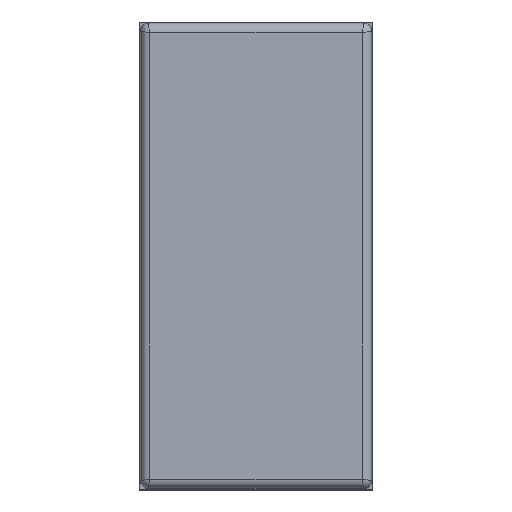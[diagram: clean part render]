
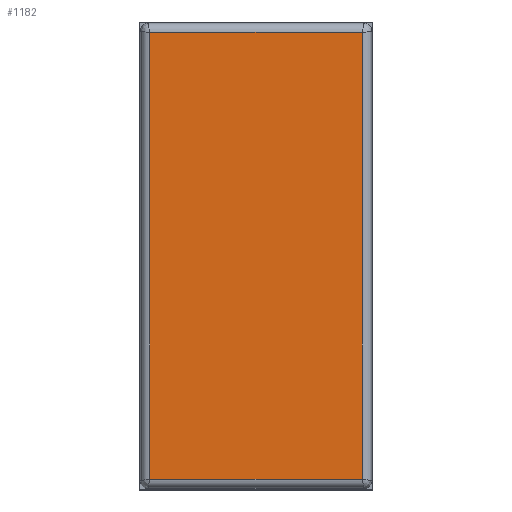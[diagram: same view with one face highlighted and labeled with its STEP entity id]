
A CAD part, top view. The second image highlights one B-rep face of the part: STEP entity #1182.
In plain terms, the highlighted planar face has unit normal (0, 0, 1).
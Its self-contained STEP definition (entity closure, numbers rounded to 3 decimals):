
#722 = VERTEX_POINT('',#723);
#723 = CARTESIAN_POINT('',(-3.93,1.43,10.2));
#822 = VERTEX_POINT('',#823);
#823 = CARTESIAN_POINT('',(-3.93,-47.07,10.2));
#835 = EDGE_CURVE('',#822,#722,#836,.T.);
#836 = LINE('',#837,#838);
#837 = CARTESIAN_POINT('',(-3.93,-47.27,10.2));
#838 = VECTOR('',#839,1.);
#839 = DIRECTION('',(0.,1.,0.));
#939 = VERTEX_POINT('',#940);
#940 = CARTESIAN_POINT('',(19.17,-47.07,10.2));
#949 = EDGE_CURVE('',#939,#822,#950,.T.);
#950 = LINE('',#951,#952);
#951 = CARTESIAN_POINT('',(19.37,-47.07,10.2));
#952 = VECTOR('',#953,1.);
#953 = DIRECTION('',(-1.,0.,0.));
#1053 = VERTEX_POINT('',#1054);
#1054 = CARTESIAN_POINT('',(19.17,1.43,10.2));
#1066 = EDGE_CURVE('',#1053,#939,#1067,.T.);
#1067 = LINE('',#1068,#1069);
#1068 = CARTESIAN_POINT('',(19.17,1.63,10.2));
#1069 = VECTOR('',#1070,1.);
#1070 = DIRECTION('',(0.,-1.,0.));
#1170 = EDGE_CURVE('',#722,#1053,#1171,.T.);
#1171 = LINE('',#1172,#1173);
#1172 = CARTESIAN_POINT('',(-4.13,1.43,10.2));
#1173 = VECTOR('',#1174,1.);
#1174 = DIRECTION('',(1.,0.,0.));
#1182 = ADVANCED_FACE('',(#1183),#1189,.T.);
#1183 = FACE_BOUND('',#1184,.T.);
#1184 = EDGE_LOOP('',(#1185,#1186,#1187,#1188));
#1185 = ORIENTED_EDGE('',*,*,#949,.F.);
#1186 = ORIENTED_EDGE('',*,*,#1066,.F.);
#1187 = ORIENTED_EDGE('',*,*,#1170,.F.);
#1188 = ORIENTED_EDGE('',*,*,#835,.F.);
#1189 = PLANE('',#1190);
#1190 = AXIS2_PLACEMENT_3D('',#1191,#1192,#1193);
#1191 = CARTESIAN_POINT('',(-4.93,-47.27,10.2));
#1192 = DIRECTION('',(0.,0.,1.));
#1193 = DIRECTION('',(1.,0.,0.));
